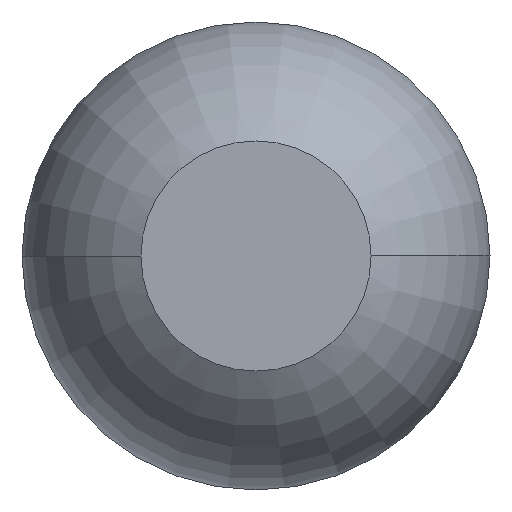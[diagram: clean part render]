
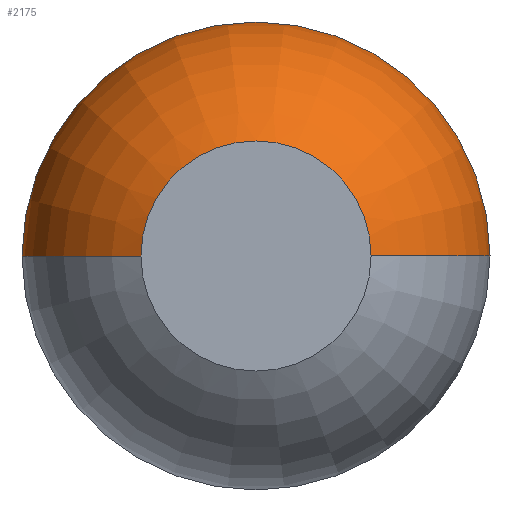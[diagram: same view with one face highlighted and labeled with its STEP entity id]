
A CAD part, front view. The second image highlights one B-rep face of the part: STEP entity #2175.
In plain terms, the highlighted toroidal (fillet/blend) face has major radius 0.005 mm and minor radius 0.3 mm.
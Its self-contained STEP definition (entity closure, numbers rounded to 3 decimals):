
#80 = CARTESIAN_POINT ( 'NONE',  ( 0., -29., 0. ) ) ;
#123 = VERTEX_POINT ( 'NONE', #968 ) ;
#211 = EDGE_CURVE ( 'NONE', #2702, #2098, #1849, .T. ) ;
#265 = EDGE_CURVE ( 'NONE', #808, #123, #2706, .T. ) ;
#292 = EDGE_LOOP ( 'NONE', ( #1356, #775, #1088, #2188 ) ) ;
#315 = CARTESIAN_POINT ( 'NONE',  ( 0., -28.737, 0. ) ) ;
#515 = DIRECTION ( 'NONE',  ( 0., 1., 0. ) ) ;
#547 = DIRECTION ( 'NONE',  ( 0., 1., 0. ) ) ;
#548 = AXIS2_PLACEMENT_3D ( 'NONE', #2535, #628, #1858 ) ;
#571 = DIRECTION ( 'NONE',  ( -1., 0., 0. ) ) ;
#607 = DIRECTION ( 'NONE',  ( -1., 0., 0. ) ) ;
#628 = DIRECTION ( 'NONE',  ( 0., 0., 1. ) ) ;
#775 = ORIENTED_EDGE ( 'NONE', *, *, #265, .T. ) ;
#808 = VERTEX_POINT ( 'NONE', #1760 ) ;
#968 = CARTESIAN_POINT ( 'NONE',  ( 0.305, -28.737, 0. ) ) ;
#1088 = ORIENTED_EDGE ( 'NONE', *, *, #1705, .F. ) ;
#1136 = DIRECTION ( 'NONE',  ( -1., 0., 0. ) ) ;
#1189 = AXIS2_PLACEMENT_3D ( 'NONE', #1342, #1994, #1136 ) ;
#1250 = CIRCLE ( 'NONE', #2445, 0.305 ) ;
#1317 = EDGE_CURVE ( 'Defeature ausgef�hrt1_0+Defeature ausgef�hrt1_11+Defeature ausgef�hrt1_11+Defeature ausgef�hrt1_11', #2702, #808, #2501, .T. ) ;
#1342 = CARTESIAN_POINT ( 'NONE',  ( 0., -28.737, 0. ) ) ;
#1356 = ORIENTED_EDGE ( 'NONE', *, *, #1317, .T. ) ;
#1396 = TOROIDAL_SURFACE ( 'NONE', #1189, 0.005, 0.3 ) ;
#1440 = DIRECTION ( 'NONE',  ( 0., 0., -1. ) ) ;
#1705 = EDGE_CURVE ( 'Defeature ausgef�hrt1_2+Defeature ausgef�hrt1_0+Defeature ausgef�hrt1_0+Defeature ausgef�hrt1_0', #2098, #123, #1250, .T. ) ;
#1760 = CARTESIAN_POINT ( 'NONE',  ( 0.15, -29., 0. ) ) ;
#1849 = CIRCLE ( 'NONE', #2593, 0.3 ) ;
#1858 = DIRECTION ( 'NONE',  ( 1., 0., 0. ) ) ;
#1890 = CARTESIAN_POINT ( 'NONE',  ( -0.005, -28.737, 0. ) ) ;
#1994 = DIRECTION ( 'NONE',  ( 0., 1., 0. ) ) ;
#2000 = DIRECTION ( 'NONE',  ( -1., 0., 0. ) ) ;
#2098 = VERTEX_POINT ( 'NONE', #2359 ) ;
#2175 = ADVANCED_FACE ( 'Defeature ausgef�hrt1_0', ( #2528 ), #1396, .T. ) ;
#2188 = ORIENTED_EDGE ( 'NONE', *, *, #211, .F. ) ;
#2202 = CARTESIAN_POINT ( 'NONE',  ( -0.15, -29., 0. ) ) ;
#2359 = CARTESIAN_POINT ( 'NONE',  ( -0.305, -28.737, 0. ) ) ;
#2445 = AXIS2_PLACEMENT_3D ( 'NONE', #315, #547, #571 ) ;
#2501 = CIRCLE ( 'NONE', #2557, 0.15 ) ;
#2528 = FACE_OUTER_BOUND ( 'NONE', #292, .T. ) ;
#2535 = CARTESIAN_POINT ( 'NONE',  ( 0.005, -28.737, 0. ) ) ;
#2557 = AXIS2_PLACEMENT_3D ( 'NONE', #80, #515, #2000 ) ;
#2593 = AXIS2_PLACEMENT_3D ( 'NONE', #1890, #1440, #607 ) ;
#2702 = VERTEX_POINT ( 'NONE', #2202 ) ;
#2706 = CIRCLE ( 'NONE', #548, 0.3 ) ;
